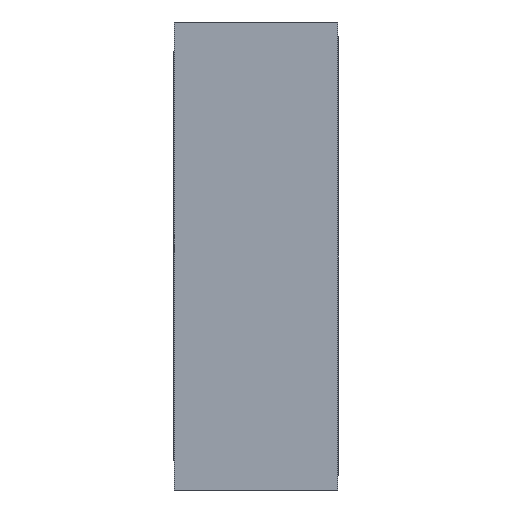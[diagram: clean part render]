
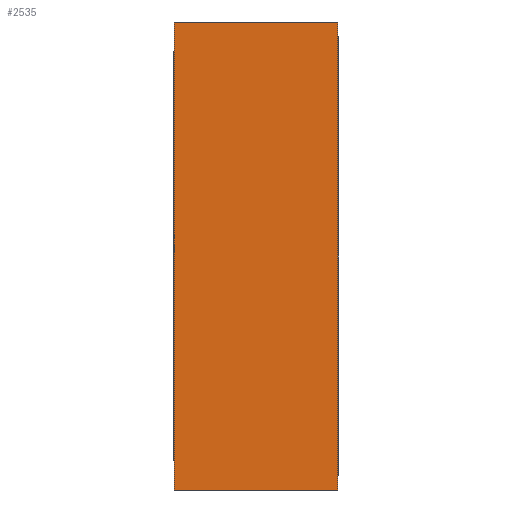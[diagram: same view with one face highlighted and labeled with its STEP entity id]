
A CAD part, left-side view. The second image highlights one B-rep face of the part: STEP entity #2535.
In plain terms, the highlighted planar face has unit normal (-1, 0, 0).
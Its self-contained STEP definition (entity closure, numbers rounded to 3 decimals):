
#123 = VERTEX_POINT ( 'NONE', #613 ) ;
#157 = VECTOR ( 'NONE', #372, 1000. ) ;
#372 = DIRECTION ( 'NONE',  ( 0., 0., 1. ) ) ;
#423 = LINE ( 'NONE', #2990, #2196 ) ;
#613 = CARTESIAN_POINT ( 'NONE',  ( 0., 0., 0. ) ) ;
#729 = CARTESIAN_POINT ( 'NONE',  ( 0., 1.68, -4.8 ) ) ;
#872 = EDGE_CURVE ( 'NONE', #1045, #123, #423, .T. ) ;
#908 = VECTOR ( 'NONE', #2424, 1000. ) ;
#921 = PLANE ( 'NONE',  #3104 ) ;
#1045 = VERTEX_POINT ( 'NONE', #2509 ) ;
#1097 = EDGE_CURVE ( 'NONE', #1498, #2601, #2382, .T. ) ;
#1248 = CARTESIAN_POINT ( 'NONE',  ( 0., 1.68, 0. ) ) ;
#1299 = EDGE_LOOP ( 'NONE', ( #1674, #3366, #1729, #3237 ) ) ;
#1353 = DIRECTION ( 'NONE',  ( 0., -1., 0. ) ) ;
#1498 = VERTEX_POINT ( 'NONE', #3199 ) ;
#1529 = VECTOR ( 'NONE', #1353, 1000. ) ;
#1674 = ORIENTED_EDGE ( 'NONE', *, *, #3086, .T. ) ;
#1729 = ORIENTED_EDGE ( 'NONE', *, *, #3817, .F. ) ;
#1820 = LINE ( 'NONE', #1830, #908 ) ;
#1830 = CARTESIAN_POINT ( 'NONE',  ( 0., 0., 0. ) ) ;
#1845 = DIRECTION ( 'NONE',  ( 1., 0., 0. ) ) ;
#2052 = DIRECTION ( 'NONE',  ( 0., -1., 0. ) ) ;
#2196 = VECTOR ( 'NONE', #2052, 1000. ) ;
#2382 = LINE ( 'NONE', #729, #1529 ) ;
#2424 = DIRECTION ( 'NONE',  ( 0., 0., 1. ) ) ;
#2509 = CARTESIAN_POINT ( 'NONE',  ( 0., 1.68, 0. ) ) ;
#2535 = ADVANCED_FACE ( 'NONE', ( #3645 ), #921, .F. ) ;
#2601 = VERTEX_POINT ( 'NONE', #2714 ) ;
#2714 = CARTESIAN_POINT ( 'NONE',  ( 0., 0., -4.8 ) ) ;
#2738 = CARTESIAN_POINT ( 'NONE',  ( 0., 1.68, 0. ) ) ;
#2990 = CARTESIAN_POINT ( 'NONE',  ( 0., 1.68, 0. ) ) ;
#3086 = EDGE_CURVE ( 'NONE', #2601, #123, #1820, .T. ) ;
#3104 = AXIS2_PLACEMENT_3D ( 'NONE', #1248, #1845, #3649 ) ;
#3199 = CARTESIAN_POINT ( 'NONE',  ( 0., 1.68, -4.8 ) ) ;
#3237 = ORIENTED_EDGE ( 'NONE', *, *, #1097, .T. ) ;
#3366 = ORIENTED_EDGE ( 'NONE', *, *, #872, .F. ) ;
#3645 = FACE_OUTER_BOUND ( 'NONE', #1299, .T. ) ;
#3649 = DIRECTION ( 'NONE',  ( 0., 0., -1. ) ) ;
#3817 = EDGE_CURVE ( 'NONE', #1498, #1045, #3841, .T. ) ;
#3841 = LINE ( 'NONE', #2738, #157 ) ;
